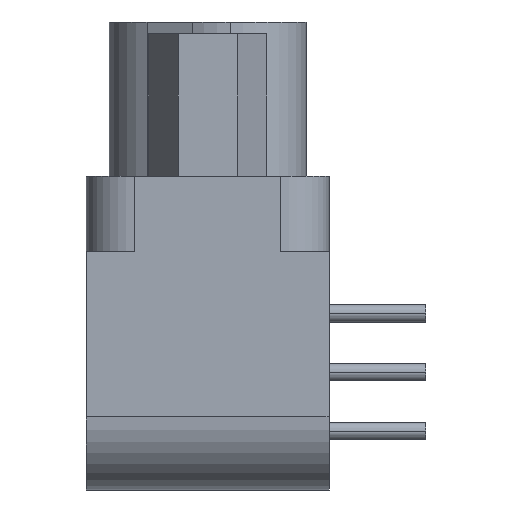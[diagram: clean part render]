
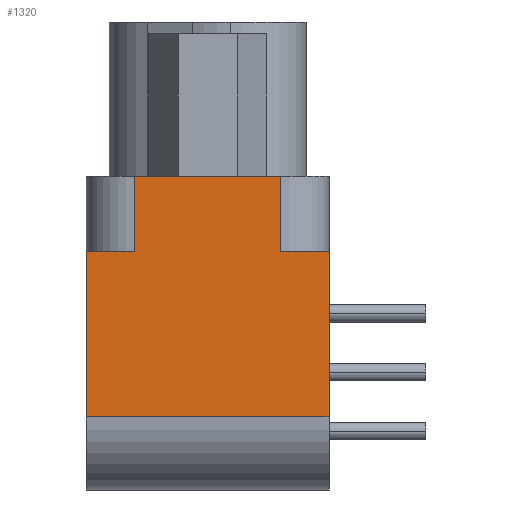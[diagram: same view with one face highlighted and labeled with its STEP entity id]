
A CAD part, left-side view. The second image highlights one B-rep face of the part: STEP entity #1320.
In plain terms, the highlighted planar face has unit normal (-1, 0, 0).
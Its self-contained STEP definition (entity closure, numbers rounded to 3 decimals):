
#1320=ADVANCED_FACE('NONE',(#2862),#2863,.T.);
#2862=FACE_OUTER_BOUND('',#6481,.T.);
#2863=PLANE('',#6482);
#6481=EDGE_LOOP('',(#10893,#10894,#10895,#10896,#10897,#10898,#10899,#10900));
#6482=AXIS2_PLACEMENT_3D('',#10901,#10902,#10903);
#10893=ORIENTED_EDGE('',*,*,#13183,.T.);
#10894=ORIENTED_EDGE('',*,*,#13514,.F.);
#10895=ORIENTED_EDGE('',*,*,#13515,.F.);
#10896=ORIENTED_EDGE('',*,*,#13160,.T.);
#10897=ORIENTED_EDGE('',*,*,#13516,.F.);
#10898=ORIENTED_EDGE('',*,*,#13512,.T.);
#10899=ORIENTED_EDGE('',*,*,#13278,.T.);
#10900=ORIENTED_EDGE('',*,*,#13027,.F.);
#10901=CARTESIAN_POINT('',(-15.005,2.365,-2.44));
#10902=DIRECTION('',(-1.0,0.0,0.0));
#10903=DIRECTION('',(0.0,0.0,1.0));
#13027=EDGE_CURVE('NONE',#15174,#15171,#15176,.T.);
#13160=EDGE_CURVE('NONE',#15410,#15411,#15412,.T.);
#13183=EDGE_CURVE('NONE',#15174,#15441,#15444,.T.);
#13278=EDGE_CURVE('NONE',#15598,#15171,#15599,.T.);
#13512=EDGE_CURVE('NONE',#15910,#15598,#15912,.T.);
#13514=EDGE_CURVE('NONE',#15914,#15441,#15915,.T.);
#13515=EDGE_CURVE('NONE',#15410,#15914,#15916,.T.);
#13516=EDGE_CURVE('NONE',#15910,#15411,#15917,.T.);
#15171=VERTEX_POINT('NONE',#18297);
#15174=VERTEX_POINT('NONE',#18301);
#15176=LINE('',#18303,#18304);
#15410=VERTEX_POINT('NONE',#19398);
#15411=VERTEX_POINT('NONE',#19399);
#15412=LINE('',#19400,#19401);
#15441=VERTEX_POINT('NONE',#19443);
#15444=LINE('',#19446,#19447);
#15598=VERTEX_POINT('NONE',#19848);
#15599=LINE('',#19849,#19850);
#15910=VERTEX_POINT('NONE',#20998);
#15912=LINE('',#21000,#21001);
#15914=VERTEX_POINT('NONE',#21003);
#15915=LINE('',#21004,#21005);
#15916=LINE('',#21006,#21007);
#15917=LINE('',#21008,#21009);
#18297=CARTESIAN_POINT('',(-15.005,-3.935,-2.44));
#18301=CARTESIAN_POINT('',(-15.005,-2.365,-2.44));
#18303=CARTESIAN_POINT('',(-15.005,3.935,-2.44));
#18304=VECTOR('',#23838,1000.0);
#19398=CARTESIAN_POINT('',(-15.005,2.365,-2.44));
#19399=CARTESIAN_POINT('',(-15.005,3.935,-2.44));
#19400=CARTESIAN_POINT('',(-15.005,2.365,-2.44));
#19401=VECTOR('',#23912,1000.0);
#19443=CARTESIAN_POINT('',(-15.005,-2.365,0.0));
#19446=CARTESIAN_POINT('',(-15.005,-2.365,-2.44));
#19447=VECTOR('',#23932,1000.0);
#19848=CARTESIAN_POINT('',(-15.005,-3.935,-7.79));
#19849=CARTESIAN_POINT('',(-15.005,-3.935,-2.44));
#19850=VECTOR('',#24006,1000.0);
#20998=CARTESIAN_POINT('',(-15.005,3.935,-7.79));
#21000=CARTESIAN_POINT('',(-15.005,2.365,-7.79));
#21001=VECTOR('',#24132,1000.0);
#21003=CARTESIAN_POINT('',(-15.005,2.365,0.0));
#21004=CARTESIAN_POINT('',(-15.005,2.365,0.0));
#21005=VECTOR('',#24133,1000.0);
#21006=CARTESIAN_POINT('',(-15.005,2.365,-2.44));
#21007=VECTOR('',#24134,1000.0);
#21008=CARTESIAN_POINT('',(-15.005,3.935,-2.44));
#21009=VECTOR('',#24135,1000.0);
#23838=DIRECTION('',(0.0,-1.0,-0.0));
#23912=DIRECTION('',(0.0,1.0,-0.0));
#23932=DIRECTION('',(0.0,0.0,1.0));
#24006=DIRECTION('',(0.0,0.0,1.0));
#24132=DIRECTION('',(-0.0,-1.0,0.0));
#24133=DIRECTION('',(0.0,-1.0,-0.0));
#24134=DIRECTION('',(0.0,0.0,1.0));
#24135=DIRECTION('',(0.0,0.0,1.0));
